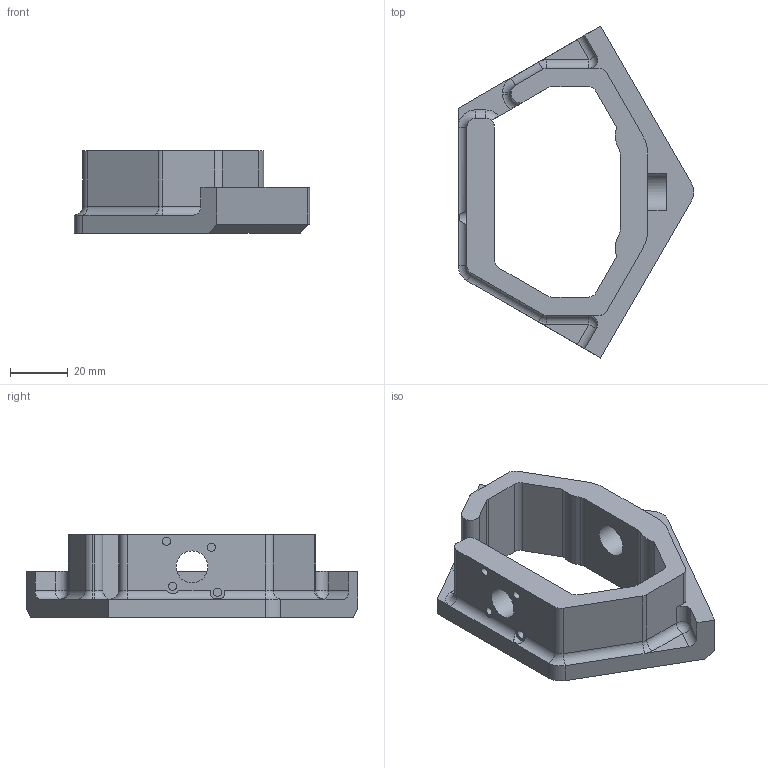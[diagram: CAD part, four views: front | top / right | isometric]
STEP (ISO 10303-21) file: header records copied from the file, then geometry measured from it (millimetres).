
FILE_DESCRIPTION(/* description */ (''),/* implementation_level */ '2;1');
FILE_NAME(/* name */ 'WhirlWax_ImprovedWheelTest_TPU.step',/* time_stamp */ '2023-05-29T19:59:32-04:00',/* author */ (''),/* organization */ (''),/* preprocessor_version */ 'ST-DEVELOPER v19.2',/* originating_system */ 'Autodesk Translation Framework v12.4.0.73',/* authorisation */ '');
FILE_SCHEMA (('AUTOMOTIVE_DESIGN { 1 0 10303 214 3 1 1 }'));
Length unit declared in the file: inch
Products named in the file (1): WhirlWax_Smaller_Prototype
Bounding box: 81.42 x 114.81 x 28.65 mm (x, y, z)
Volume: 64752.3 mm3; surface area: 20567.1 mm2
Topology: 1 solids, 1 shells, 88 faces, 235 edges, 148 vertices
Faces by surface type: cylinder 42, plane 36, torus 7, sphere 2, cone 1
Full cylindrical faces by diameter (mm): 2.859 x4, 11 x1, 11.43 x1, 13.208 x1
Entity records: 2854 total; most frequent: CARTESIAN_POINT 533, DIRECTION 501, ORIENTED_EDGE 470, EDGE_CURVE 235, AXIS2_PLACEMENT_3D 182, VERTEX_POINT 148, LINE 137, VECTOR 137
